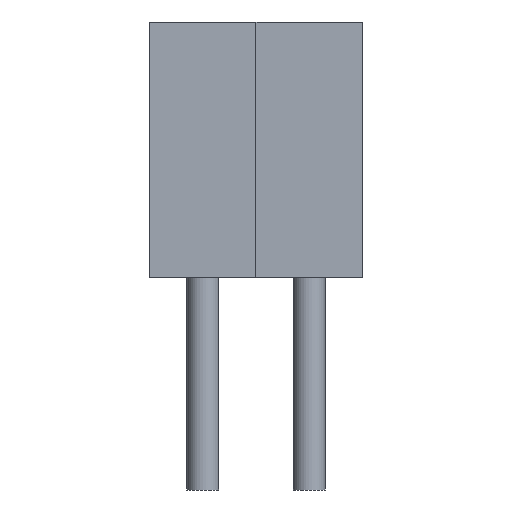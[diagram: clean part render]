
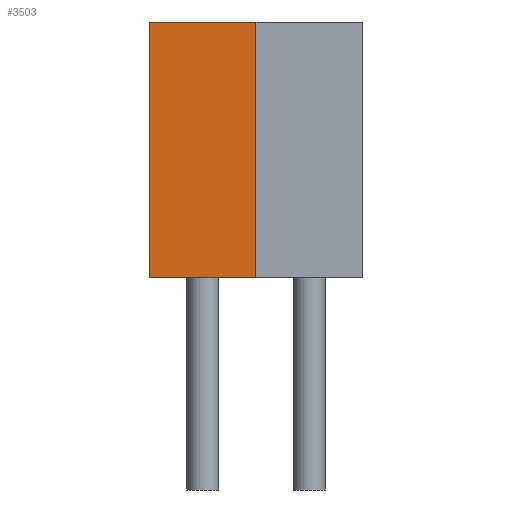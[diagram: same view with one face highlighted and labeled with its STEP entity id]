
A CAD part, left-side view. The second image highlights one B-rep face of the part: STEP entity #3503.
In plain terms, the highlighted planar face has unit normal (-1, 0, 0).
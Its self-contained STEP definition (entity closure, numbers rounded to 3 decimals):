
#3183=CARTESIAN_POINT('',(-1.27,1.27,0.914));
#3182=VERTEX_POINT('',#3183);
#3201=CARTESIAN_POINT('',(-1.27,1.27,7.01));
#3200=VERTEX_POINT('',#3201);
#3209=EDGE_CURVE('',#3182,#3200,#3214,.T.);
#3214=LINE('',#3183,#3216);
#3216=VECTOR('',#3217,6.096);
#3217=DIRECTION('',(0.0,0.0,1.0));
#3230=CARTESIAN_POINT('',(-1.27,3.81,0.914));
#3229=VERTEX_POINT('',#3230);
#3240=CARTESIAN_POINT('',(-1.27,3.81,7.01));
#3239=VERTEX_POINT('',#3240);
#3238=EDGE_CURVE('',#3239,#3229,#3243,.T.);
#3243=LINE('',#3240,#3245);
#3245=VECTOR('',#3246,6.096);
#3246=DIRECTION('',(0.0,0.0,-1.0));
#3309=EDGE_CURVE('',#3200,#3239,#3314,.T.);
#3314=LINE('',#3201,#3316);
#3316=VECTOR('',#3317,2.54);
#3317=DIRECTION('',(0.0,1.0,0.0));
#3382=EDGE_CURVE('',#3229,#3182,#3387,.T.);
#3387=LINE('',#3230,#3389);
#3389=VECTOR('',#3390,2.54);
#3390=DIRECTION('',(0.0,-1.0,0.0));
#3503=ADVANCED_FACE('',(#3509),#3504,.T.);
#3504=PLANE('',#3505);
#3505=AXIS2_PLACEMENT_3D('',#3506,#3507,#3508);
#3506=CARTESIAN_POINT('',(-1.27,1.27,7.01));
#3507=DIRECTION('',(-1.0,0.0,0.0));
#3508=DIRECTION('',(0.,0.,1.));
#3509=FACE_OUTER_BOUND('',#3510,.T.);
#3510=EDGE_LOOP('',(#3511,#3521,#3531,#3541));
#3511=ORIENTED_EDGE('',*,*,#3309,.T.);
#3521=ORIENTED_EDGE('',*,*,#3238,.T.);
#3531=ORIENTED_EDGE('',*,*,#3382,.T.);
#3541=ORIENTED_EDGE('',*,*,#3209,.T.);
